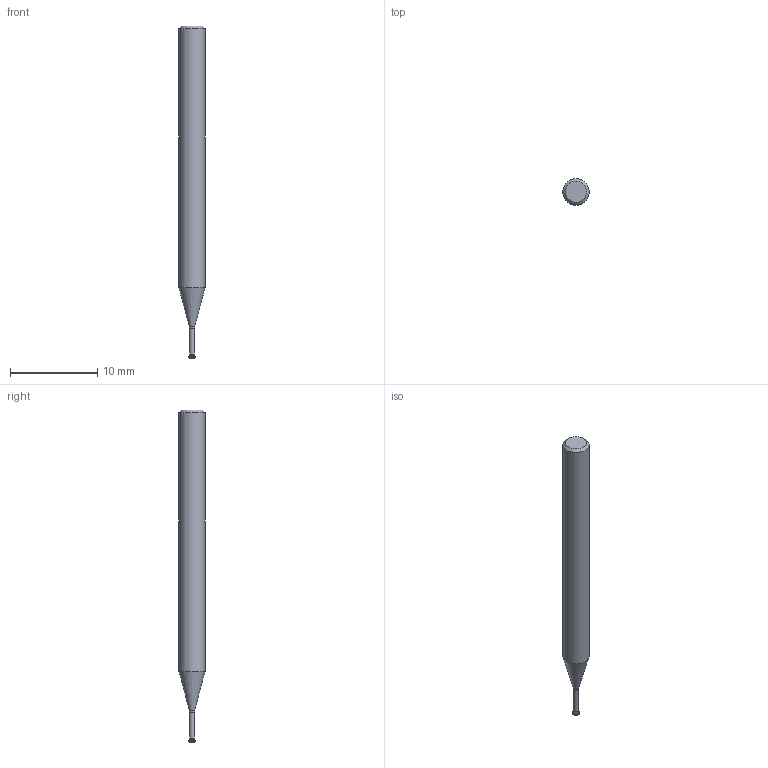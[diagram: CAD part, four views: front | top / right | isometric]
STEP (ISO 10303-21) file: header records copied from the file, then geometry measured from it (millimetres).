
FILE_DESCRIPTION (( 'STEP AP203' ), '1' );
FILE_NAME ('378081.step', '2021-12-17T07:11:11', ( '' ), ( '' ), 'SwSTEP 2.0', 'SolidWorks 2019', '' );
FILE_SCHEMA (( 'CONFIG_CONTROL_DESIGN' ));
Length unit declared in the file: millimetre
Products named in the file (1): 378081
Bounding box: 3 x 3 x 38 mm (x, y, z)
Volume: 225.2 mm3; surface area: 321.6 mm2
Topology: 2 solids, 2 shells, 15 faces, 24 edges, 13 vertices
Faces by surface type: cylinder 5, plane 4, cone 4, torus 2
Full cylindrical faces by diameter (mm): 0.57 x1, 0.632 x2, 0.91 x1, 3 x1
Entity records: 359 total; most frequent: DIRECTION 58, CARTESIAN_POINT 42, AXIS2_PLACEMENT_3D 29, ORIENTED_EDGE 26, EDGE_LOOP 26, FACE_OUTER_BOUND 22, ADVANCED_FACE 15, VERTEX_POINT 13
